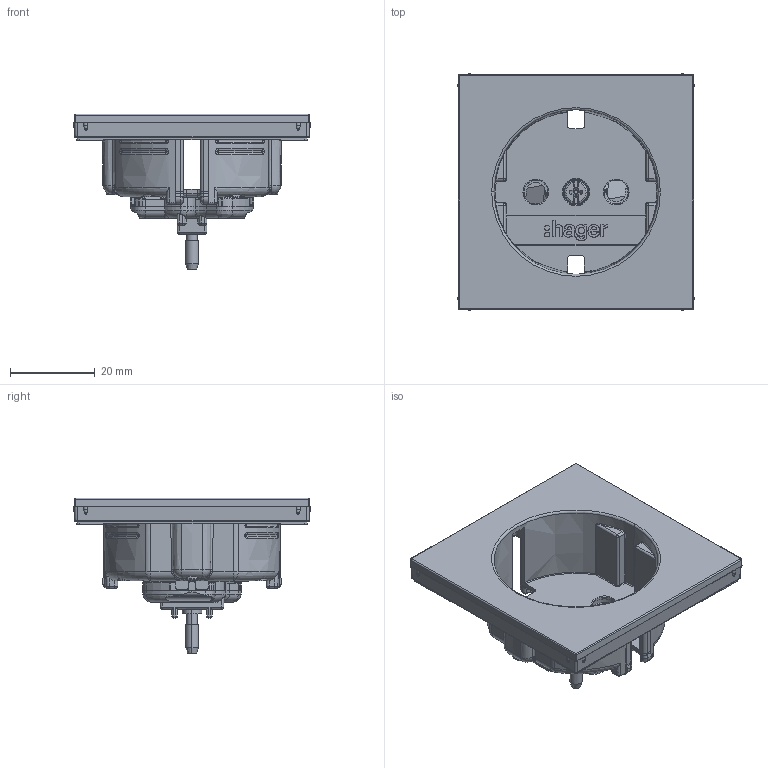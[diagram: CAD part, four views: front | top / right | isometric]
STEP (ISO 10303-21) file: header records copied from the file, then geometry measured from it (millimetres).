
FILE_DESCRIPTION((''),'2;1');
FILE_NAME('WAS7200_GEN_ASM','2025-03-21T17:05:29',('taglied'),(''),'CREO PARAMETRIC BY PTC INC, 2023154','CREO PARAMETRIC BY PTC INC, 2023154','');
FILE_SCHEMA(('AUTOMOTIVE_DESIGN { 1 0 10303 214 1 1 1 1 }'));
Products named in the file (7): W4G0281_18; 9003857000_001; 9022526000; W1D1238_00; W1F0077_00; W1A2421_GEN; WAS7200_GEN_ASM
Assembly tree (6 placements, depth 2):
  WAS7200_GEN_ASM
    W4G0281_18
    9003857000_001
    9022526000
    W1D1238_00
    W1F0077_00
    W1A2421_GEN
Bounding box: 55.9 x 55.9 x 36.8 mm (x, y, z)
Volume: 12460.5 mm3; surface area: 15376 mm2
Topology: 5 solids, 5 shells, 2663 faces, 6934 edges, 4352 vertices
Faces by surface type: plane 1383, cylinder 501, bspline 378, torus 178, extrusion 87, cone 70, sphere 66
Entity records: 127839 total; most frequent: CARTESIAN_POINT 48456, ORIENTED_EDGE 13854, DIRECTION 11596, EDGE_CURVE 6927, PRESENTATION_STYLE_ASSIGNMENT 5545, STYLED_ITEM 5545, CURVE_STYLE 5543, VERTEX_POINT 4353
